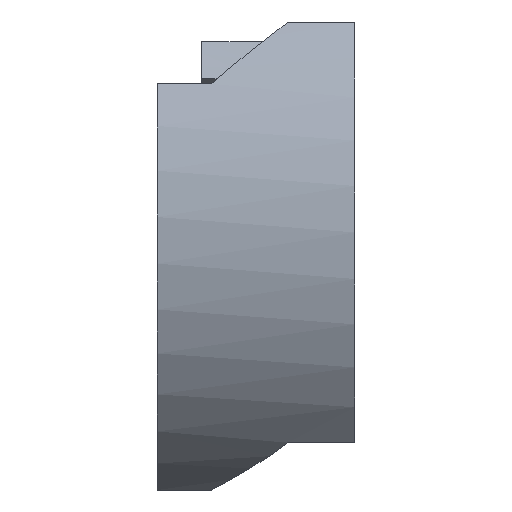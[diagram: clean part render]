
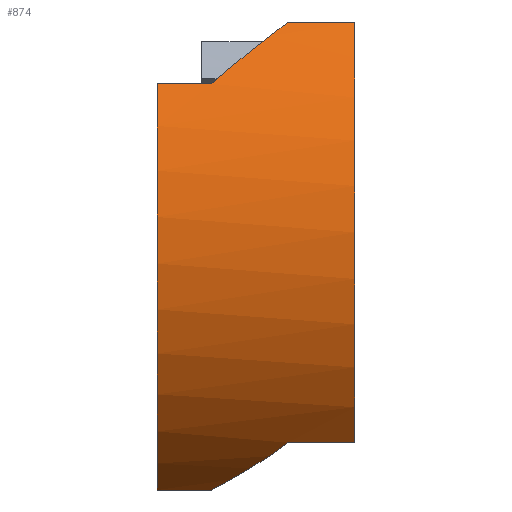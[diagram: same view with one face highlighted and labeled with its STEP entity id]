
A CAD part, left-side view. The second image highlights one B-rep face of the part: STEP entity #874.
In plain terms, the highlighted cylindrical face has radius 116.6 mm (diameter 233.2 mm), a partial arc.
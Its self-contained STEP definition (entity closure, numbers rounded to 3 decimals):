
#23=ELLIPSE('',#953,164.897,116.6);
#24=ELLIPSE('',#958,164.897,116.6);
#32=CYLINDRICAL_SURFACE('',#955,116.6);
#90=FACE_OUTER_BOUND('',#142,.T.);
#142=EDGE_LOOP('',(#674,#675,#676,#677,#678,#679,#680,#681,#682,#683));
#208=LINE('',#1377,#294);
#213=LINE('',#1389,#299);
#215=LINE('',#1396,#301);
#216=LINE('',#1402,#302);
#294=VECTOR('',#1101,10.);
#299=VECTOR('',#1112,10.);
#301=VECTOR('',#1120,10.);
#302=VECTOR('',#1125,10.);
#366=CIRCLE('',#956,116.6);
#367=CIRCLE('',#957,116.6);
#368=CIRCLE('',#959,116.6);
#369=CIRCLE('',#960,116.6);
#419=VERTEX_POINT('',#1374);
#420=VERTEX_POINT('',#1376);
#422=VERTEX_POINT('',#1382);
#423=VERTEX_POINT('',#1383);
#424=VERTEX_POINT('',#1388);
#425=VERTEX_POINT('',#1393);
#426=VERTEX_POINT('',#1395);
#427=VERTEX_POINT('',#1397);
#428=VERTEX_POINT('',#1399);
#429=VERTEX_POINT('',#1401);
#513=EDGE_CURVE('',#420,#419,#208,.T.);
#516=EDGE_CURVE('',#422,#423,#23,.T.);
#519=EDGE_CURVE('',#424,#422,#213,.T.);
#521=EDGE_CURVE('',#420,#423,#366,.T.);
#522=EDGE_CURVE('',#425,#419,#367,.T.);
#523=EDGE_CURVE('',#425,#426,#215,.T.);
#524=EDGE_CURVE('',#427,#426,#24,.T.);
#525=EDGE_CURVE('',#428,#427,#368,.T.);
#526=EDGE_CURVE('',#428,#429,#216,.T.);
#527=EDGE_CURVE('',#424,#429,#369,.T.);
#674=ORIENTED_EDGE('',*,*,#516,.T.);
#675=ORIENTED_EDGE('',*,*,#521,.F.);
#676=ORIENTED_EDGE('',*,*,#513,.T.);
#677=ORIENTED_EDGE('',*,*,#522,.F.);
#678=ORIENTED_EDGE('',*,*,#523,.T.);
#679=ORIENTED_EDGE('',*,*,#524,.F.);
#680=ORIENTED_EDGE('',*,*,#525,.F.);
#681=ORIENTED_EDGE('',*,*,#526,.T.);
#682=ORIENTED_EDGE('',*,*,#527,.F.);
#683=ORIENTED_EDGE('',*,*,#519,.T.);
#874=ADVANCED_FACE('',(#90),#32,.T.);
#953=AXIS2_PLACEMENT_3D('',#1384,#1106,#1107);
#955=AXIS2_PLACEMENT_3D('',#1391,#1114,#1115);
#956=AXIS2_PLACEMENT_3D('',#1392,#1116,#1117);
#957=AXIS2_PLACEMENT_3D('',#1394,#1118,#1119);
#958=AXIS2_PLACEMENT_3D('',#1398,#1121,#1122);
#959=AXIS2_PLACEMENT_3D('',#1400,#1123,#1124);
#960=AXIS2_PLACEMENT_3D('',#1403,#1126,#1127);
#1101=DIRECTION('',(0.,1.,0.));
#1106=DIRECTION('center_axis',(-0.354,-0.707,-0.612));
#1107=DIRECTION('ref_axis',(0.354,-0.707,0.612));
#1112=DIRECTION('',(0.,1.,0.));
#1114=DIRECTION('center_axis',(0.,1.,0.));
#1115=DIRECTION('ref_axis',(-0.991,0.,-0.132));
#1116=DIRECTION('center_axis',(0.,1.,0.));
#1117=DIRECTION('ref_axis',(1.,0.,0.));
#1118=DIRECTION('center_axis',(0.,1.,0.));
#1119=DIRECTION('ref_axis',(1.,0.,0.));
#1120=DIRECTION('',(0.,-1.,0.));
#1121=DIRECTION('center_axis',(0.612,-0.707,-0.354));
#1122=DIRECTION('ref_axis',(0.612,0.707,-0.354));
#1123=DIRECTION('center_axis',(0.,-1.,0.));
#1124=DIRECTION('ref_axis',(-0.707,0.,-0.707));
#1125=DIRECTION('',(0.,-1.,0.));
#1126=DIRECTION('center_axis',(0.,-1.,0.));
#1127=DIRECTION('ref_axis',(1.,0.,0.));
#1374=CARTESIAN_POINT('',(-101.131,71.5,58.035));
#1376=CARTESIAN_POINT('',(-101.131,50.25,58.035));
#1377=CARTESIAN_POINT('',(-101.131,-6.,58.035));
#1382=CARTESIAN_POINT('',(-82.664,20.067,82.233));
#1383=CARTESIAN_POINT('',(-101.128,50.25,58.04));
#1384=CARTESIAN_POINT('Origin',(0.,49.95,0.));
#1388=CARTESIAN_POINT('',(-82.664,-6.,82.233));
#1389=CARTESIAN_POINT('',(-82.664,30.25,82.233));
#1391=CARTESIAN_POINT('Origin',(0.,-6.,0.));
#1392=CARTESIAN_POINT('Origin',(0.,50.25,0.));
#1393=CARTESIAN_POINT('',(-58.3,71.5,-100.979));
#1394=CARTESIAN_POINT('Origin',(0.,71.5,0.));
#1395=CARTESIAN_POINT('',(-58.3,50.25,-100.979));
#1396=CARTESIAN_POINT('',(-58.3,30.25,-100.979));
#1397=CARTESIAN_POINT('',(-82.318,20.25,-82.579));
#1398=CARTESIAN_POINT('Origin',(0.,50.25,0.));
#1399=CARTESIAN_POINT('',(-82.449,20.25,-82.449));
#1400=CARTESIAN_POINT('Origin',(0.,20.25,0.));
#1401=CARTESIAN_POINT('',(-82.449,-6.,-82.449));
#1402=CARTESIAN_POINT('',(-82.449,-6.,-82.449));
#1403=CARTESIAN_POINT('Origin',(0.,-6.,0.));
